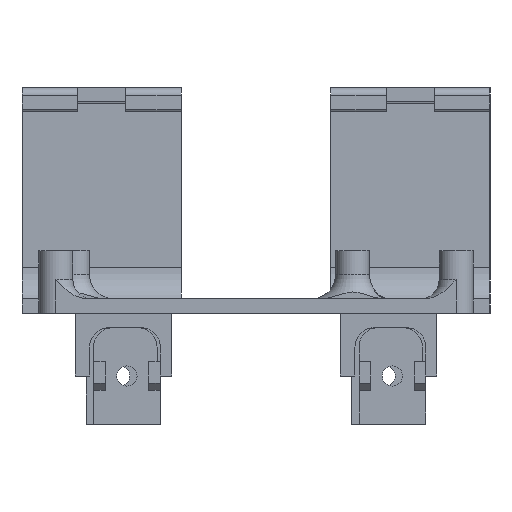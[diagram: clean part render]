
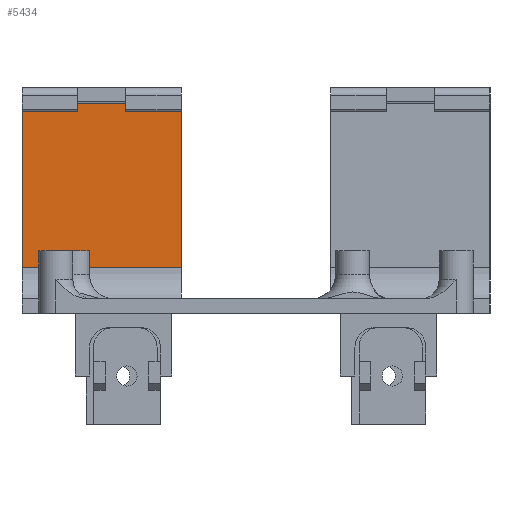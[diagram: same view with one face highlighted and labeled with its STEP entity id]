
A CAD part, front view. The second image highlights one B-rep face of the part: STEP entity #5434.
In plain terms, the highlighted face is planar.
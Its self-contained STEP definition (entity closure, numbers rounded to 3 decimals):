
#408=PLANE('',#6110);
#677=FACE_OUTER_BOUND('',#1099,.T.);
#1099=EDGE_LOOP('',(#4922,#4923,#4924,#4925));
#1432=LINE('',#9458,#1836);
#1486=LINE('',#9600,#1890);
#1493=LINE('',#9705,#1897);
#1500=LINE('',#9718,#1904);
#1836=VECTOR('',#7495,10.);
#1890=VECTOR('',#7639,10.);
#1897=VECTOR('',#7682,7.5);
#1904=VECTOR('',#7697,10.);
#2678=VERTEX_POINT('',#9455);
#2679=VERTEX_POINT('',#9457);
#2722=VERTEX_POINT('',#9598);
#2734=VERTEX_POINT('',#9703);
#3384=EDGE_CURVE('',#2678,#2679,#1432,.T.);
#3456=EDGE_CURVE('',#2722,#2678,#1486,.T.);
#3474=EDGE_CURVE('',#2734,#2722,#1493,.T.);
#3481=EDGE_CURVE('',#2679,#2734,#1500,.T.);
#4922=ORIENTED_EDGE('',*,*,#3474,.F.);
#4923=ORIENTED_EDGE('',*,*,#3481,.F.);
#4924=ORIENTED_EDGE('',*,*,#3384,.F.);
#4925=ORIENTED_EDGE('',*,*,#3456,.F.);
#5434=ADVANCED_FACE('',(#677),#408,.T.);
#6110=AXIS2_PLACEMENT_3D('',#9717,#7695,#7696);
#7495=DIRECTION('',(0.,0.,1.));
#7639=DIRECTION('',(0.,1.,0.));
#7682=DIRECTION('',(0.,0.,-1.));
#7695=DIRECTION('center_axis',(-1.,0.,0.));
#7696=DIRECTION('ref_axis',(0.,-1.,0.));
#7697=DIRECTION('',(0.,-1.,0.));
#9455=CARTESIAN_POINT('',(-13.75,29.3,-3.));
#9457=CARTESIAN_POINT('',(-13.75,29.3,30.));
#9458=CARTESIAN_POINT('',(-13.75,29.3,0.));
#9598=CARTESIAN_POINT('',(-13.75,-4.755,-3.));
#9600=CARTESIAN_POINT('',(-13.75,-4.755,-3.));
#9703=CARTESIAN_POINT('',(-13.75,-4.755,30.));
#9705=CARTESIAN_POINT('',(-13.75,-4.755,0.));
#9717=CARTESIAN_POINT('Origin',(-13.75,29.3,0.));
#9718=CARTESIAN_POINT('',(-13.75,-11.25,30.));
